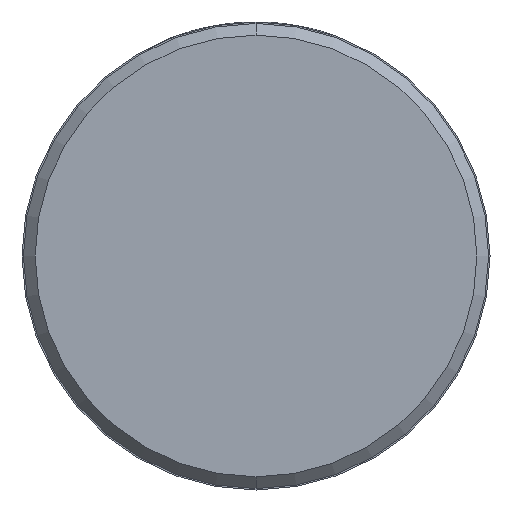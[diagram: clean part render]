
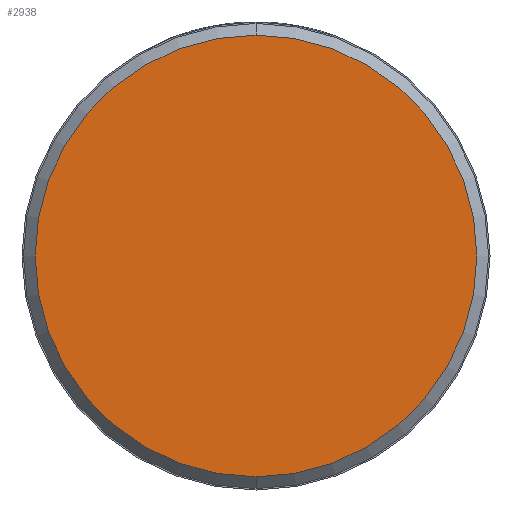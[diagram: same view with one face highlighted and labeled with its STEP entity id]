
A CAD part, front view. The second image highlights one B-rep face of the part: STEP entity #2938.
In plain terms, the highlighted planar face has unit normal (0, -1, 0).
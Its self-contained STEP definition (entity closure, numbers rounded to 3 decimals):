
#25 = DIRECTION ( 'NONE',  ( 0., 0., 1. ) ) ;
#46 = EDGE_CURVE ( 'NONE', #716, #3061, #2110, .T. ) ;
#179 = ORIENTED_EDGE ( 'NONE', *, *, #1332, .T. ) ;
#185 = DIRECTION ( 'NONE',  ( 0., -1., 0. ) ) ;
#251 = FACE_OUTER_BOUND ( 'NONE', #2632, .T. ) ;
#272 = CARTESIAN_POINT ( 'NONE',  ( 0., 0., 0. ) ) ;
#283 = DIRECTION ( 'NONE',  ( 0., -1., 0. ) ) ;
#310 = CARTESIAN_POINT ( 'NONE',  ( 0., 0., 37.75 ) ) ;
#455 = ORIENTED_EDGE ( 'NONE', *, *, #46, .T. ) ;
#716 = VERTEX_POINT ( 'NONE', #310 ) ;
#724 = AXIS2_PLACEMENT_3D ( 'NONE', #3051, #185, #2580 ) ;
#1127 = DIRECTION ( 'NONE',  ( 0., 0., 1. ) ) ;
#1332 = EDGE_CURVE ( 'NONE', #3061, #716, #1432, .T. ) ;
#1432 = CIRCLE ( 'NONE', #724, 37.75 ) ;
#1531 = AXIS2_PLACEMENT_3D ( 'NONE', #2008, #2247, #1127 ) ;
#1769 = PLANE ( 'NONE',  #1531 ) ;
#2008 = CARTESIAN_POINT ( 'NONE',  ( 0., 0., 0. ) ) ;
#2110 = CIRCLE ( 'NONE', #2649, 37.75 ) ;
#2247 = DIRECTION ( 'NONE',  ( 0., 1., 0. ) ) ;
#2580 = DIRECTION ( 'NONE',  ( 0., 0., 1. ) ) ;
#2632 = EDGE_LOOP ( 'NONE', ( #455, #179 ) ) ;
#2649 = AXIS2_PLACEMENT_3D ( 'NONE', #272, #283, #25 ) ;
#2938 = ADVANCED_FACE ( 'NONE', ( #251 ), #1769, .F. ) ;
#2992 = CARTESIAN_POINT ( 'NONE',  ( 0., 0., -37.75 ) ) ;
#3051 = CARTESIAN_POINT ( 'NONE',  ( 0., 0., 0. ) ) ;
#3061 = VERTEX_POINT ( 'NONE', #2992 ) ;
